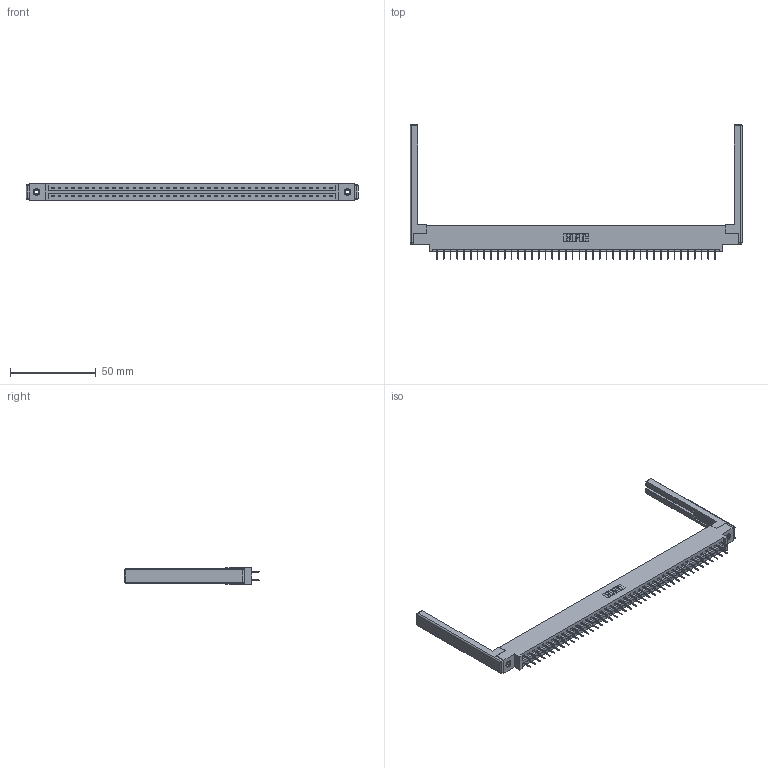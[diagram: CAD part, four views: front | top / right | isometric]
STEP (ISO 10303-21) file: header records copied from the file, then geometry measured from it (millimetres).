
FILE_DESCRIPTION (( 'STEP AP203' ), '1' );
FILE_NAME ('387-084-524-868.STEP', '2019-10-23T01:18:01', ( '' ), ( '' ), 'SwSTEP 2.0', 'SolidWorks 2016', '' );
FILE_SCHEMA (( 'CONFIG_CONTROL_DESIGN' ));
Length unit declared in the file: inch
Products named in the file (5): 307-220-068; 337 Part_0.170 Offset - 0.156 Dia-TI; 345-250-001_345-250-001-102; 387-084-524-868; 345-292-001_345-293-124
Assembly tree (89 placements, depth 2):
  387-084-524-868
    337 Part_0.170 Offset - 0.156 Dia-TI
    345-292-001_345-293-124  x84
    345-250-001_345-250-001-102  x2
    307-220-068  x2
Bounding box: 193.85 x 78.75 x 9.4 mm (x, y, z)
Volume: 24569.9 mm3; surface area: 26567.8 mm2
Topology: 89 solids, 89 shells, 5144 faces, 14573 edges, 9358 vertices
Faces by surface type: plane 3858, cylinder 1262, cone 12, sphere 8, torus 4
Entity records: 35530 total; most frequent: CARTESIAN_POINT 5951, ORIENTED_EDGE 5876, DIRECTION 5132, EDGE_CURVE 2938, LINE 2764, VECTOR 2764, VERTEX_POINT 1946, AXIS2_PLACEMENT_3D 1184
